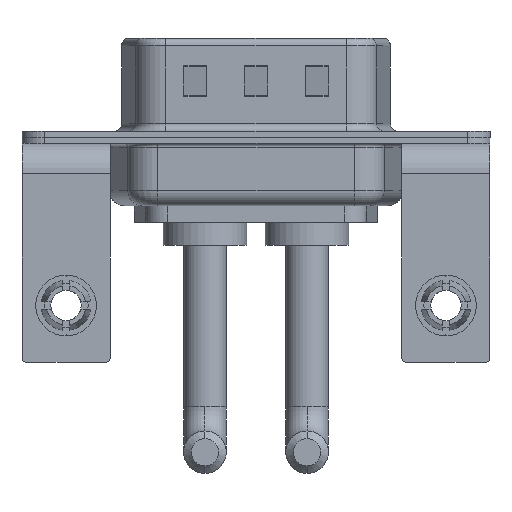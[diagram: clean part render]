
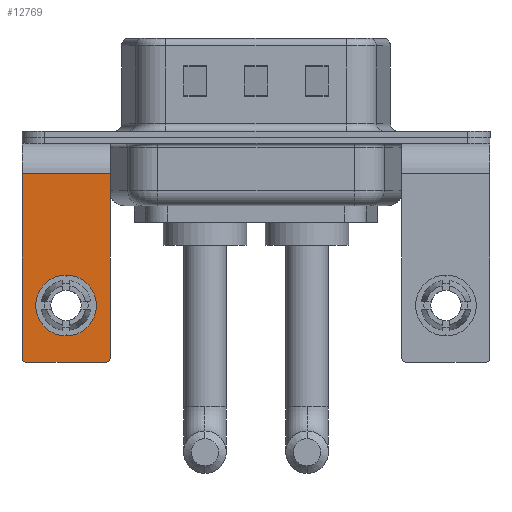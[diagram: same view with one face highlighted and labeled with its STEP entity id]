
A CAD part, front view. The second image highlights one B-rep face of the part: STEP entity #12769.
In plain terms, the highlighted planar face has unit normal (0, -1, 0).
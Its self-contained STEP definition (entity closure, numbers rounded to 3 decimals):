
#243 = EDGE_LOOP ( 'NONE', ( #7940, #14922 ) ) ;
#593 = DIRECTION ( 'NONE',  ( 0., 0., -1. ) ) ;
#718 = ORIENTED_EDGE ( 'NONE', *, *, #15838, .F. ) ;
#839 = ORIENTED_EDGE ( 'NONE', *, *, #15742, .F. ) ;
#1101 = DIRECTION ( 'NONE',  ( 0., 0., 1. ) ) ;
#1116 = CARTESIAN_POINT ( 'NONE',  ( 2.65, -6.25, -14.55 ) ) ;
#1764 = AXIS2_PLACEMENT_3D ( 'NONE', #3014, #6939, #2927 ) ;
#2927 = DIRECTION ( 'NONE',  ( 0., 0., 1. ) ) ;
#2957 = CIRCLE ( 'NONE', #10892, 0.25 ) ;
#3014 = CARTESIAN_POINT ( 'NONE',  ( 0., -6.25, -11.07 ) ) ;
#3692 = VECTOR ( 'NONE', #5535, 1000. ) ;
#3876 = CARTESIAN_POINT ( 'NONE',  ( 2.65, -6.25, -14.8 ) ) ;
#3889 = VERTEX_POINT ( 'NONE', #16258 ) ;
#3931 = DIRECTION ( 'NONE',  ( 0., 0., 1. ) ) ;
#4143 = VECTOR ( 'NONE', #593, 1000. ) ;
#4235 = CARTESIAN_POINT ( 'NONE',  ( 2.9, -6.25, -14.55 ) ) ;
#4279 = CARTESIAN_POINT ( 'NONE',  ( 2.9, -6.25, -2.4 ) ) ;
#4444 = CARTESIAN_POINT ( 'NONE',  ( 2.9, -6.25, -2.4 ) ) ;
#4577 = CARTESIAN_POINT ( 'NONE',  ( -2.9, -6.25, -2.4 ) ) ;
#4683 = EDGE_CURVE ( 'NONE', #9976, #6783, #7366, .T. ) ;
#4991 = VECTOR ( 'NONE', #8911, 1000. ) ;
#5535 = DIRECTION ( 'NONE',  ( -1., 0., 0. ) ) ;
#6072 = ORIENTED_EDGE ( 'NONE', *, *, #9322, .T. ) ;
#6319 = FACE_BOUND ( 'NONE', #243, .T. ) ;
#6564 = DIRECTION ( 'NONE',  ( 0., -1., 0. ) ) ;
#6769 = DIRECTION ( 'NONE',  ( 0., 0., 1. ) ) ;
#6783 = VERTEX_POINT ( 'NONE', #9981 ) ;
#6891 = ORIENTED_EDGE ( 'NONE', *, *, #12381, .T. ) ;
#6939 = DIRECTION ( 'NONE',  ( 0., 1., 0. ) ) ;
#7335 = AXIS2_PLACEMENT_3D ( 'NONE', #14117, #12752, #1101 ) ;
#7366 = LINE ( 'NONE', #11413, #4991 ) ;
#7940 = ORIENTED_EDGE ( 'NONE', *, *, #8508, .T. ) ;
#8508 = EDGE_CURVE ( 'NONE', #14321, #3889, #10553, .T. ) ;
#8911 = DIRECTION ( 'NONE',  ( 0., 0., -1. ) ) ;
#9085 = CARTESIAN_POINT ( 'NONE',  ( -2.65, -6.25, -14.8 ) ) ;
#9322 = EDGE_CURVE ( 'NONE', #10798, #9976, #13336, .T. ) ;
#9936 = LINE ( 'NONE', #12665, #10724 ) ;
#9976 = VERTEX_POINT ( 'NONE', #4577 ) ;
#9981 = CARTESIAN_POINT ( 'NONE',  ( -2.9, -6.25, -14.55 ) ) ;
#10120 = PLANE ( 'NONE',  #7335 ) ;
#10391 = EDGE_LOOP ( 'NONE', ( #10460, #14982, #839, #6891, #718, #6072 ) ) ;
#10460 = ORIENTED_EDGE ( 'NONE', *, *, #4683, .T. ) ;
#10547 = CARTESIAN_POINT ( 'NONE',  ( -2.65, -6.25, -14.55 ) ) ;
#10553 = CIRCLE ( 'NONE', #1764, 2. ) ;
#10587 = VERTEX_POINT ( 'NONE', #9085 ) ;
#10697 = CIRCLE ( 'NONE', #12055, 0.25 ) ;
#10724 = VECTOR ( 'NONE', #16438, 1000. ) ;
#10798 = VERTEX_POINT ( 'NONE', #4279 ) ;
#10892 = AXIS2_PLACEMENT_3D ( 'NONE', #1116, #13020, #16876 ) ;
#10944 = AXIS2_PLACEMENT_3D ( 'NONE', #15861, #11928, #6769 ) ;
#10957 = CIRCLE ( 'NONE', #10944, 2. ) ;
#11117 = VERTEX_POINT ( 'NONE', #3876 ) ;
#11155 = EDGE_CURVE ( 'NONE', #6783, #10587, #10697, .T. ) ;
#11413 = CARTESIAN_POINT ( 'NONE',  ( -2.9, -6.25, -2.4 ) ) ;
#11486 = FACE_OUTER_BOUND ( 'NONE', #10391, .T. ) ;
#11928 = DIRECTION ( 'NONE',  ( 0., 1., 0. ) ) ;
#12055 = AXIS2_PLACEMENT_3D ( 'NONE', #10547, #6564, #3931 ) ;
#12381 = EDGE_CURVE ( 'NONE', #11117, #15178, #2957, .T. ) ;
#12665 = CARTESIAN_POINT ( 'NONE',  ( 2.9, -6.25, -14.8 ) ) ;
#12752 = DIRECTION ( 'NONE',  ( 0., 1., 0. ) ) ;
#12769 = ADVANCED_FACE ( 'NONE', ( #6319, #11486 ), #10120, .F. ) ;
#13020 = DIRECTION ( 'NONE',  ( 0., -1., 0. ) ) ;
#13078 = CARTESIAN_POINT ( 'NONE',  ( 2.9, -6.25, -2.4 ) ) ;
#13269 = CARTESIAN_POINT ( 'NONE',  ( 0., -6.25, -13.07 ) ) ;
#13336 = LINE ( 'NONE', #13078, #3692 ) ;
#13872 = EDGE_CURVE ( 'NONE', #3889, #14321, #10957, .T. ) ;
#14117 = CARTESIAN_POINT ( 'NONE',  ( 2.9, -6.25, -2.4 ) ) ;
#14321 = VERTEX_POINT ( 'NONE', #13269 ) ;
#14922 = ORIENTED_EDGE ( 'NONE', *, *, #13872, .T. ) ;
#14982 = ORIENTED_EDGE ( 'NONE', *, *, #11155, .T. ) ;
#15178 = VERTEX_POINT ( 'NONE', #4235 ) ;
#15742 = EDGE_CURVE ( 'NONE', #11117, #10587, #9936, .T. ) ;
#15838 = EDGE_CURVE ( 'NONE', #10798, #15178, #16180, .T. ) ;
#15861 = CARTESIAN_POINT ( 'NONE',  ( 0., -6.25, -11.07 ) ) ;
#16180 = LINE ( 'NONE', #4444, #4143 ) ;
#16258 = CARTESIAN_POINT ( 'NONE',  ( 0., -6.25, -9.07 ) ) ;
#16438 = DIRECTION ( 'NONE',  ( -1., 0., 0. ) ) ;
#16876 = DIRECTION ( 'NONE',  ( 0., 0., 1. ) ) ;
